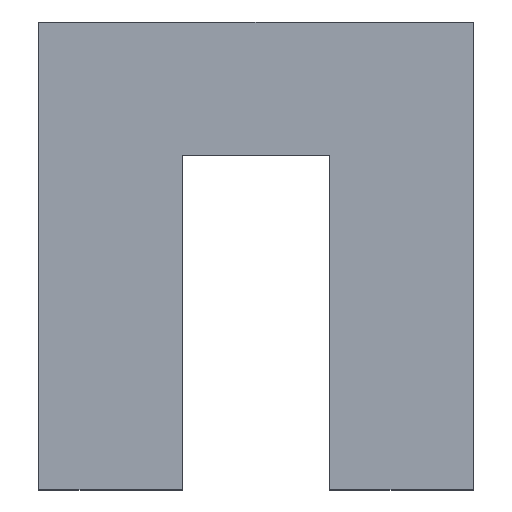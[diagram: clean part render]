
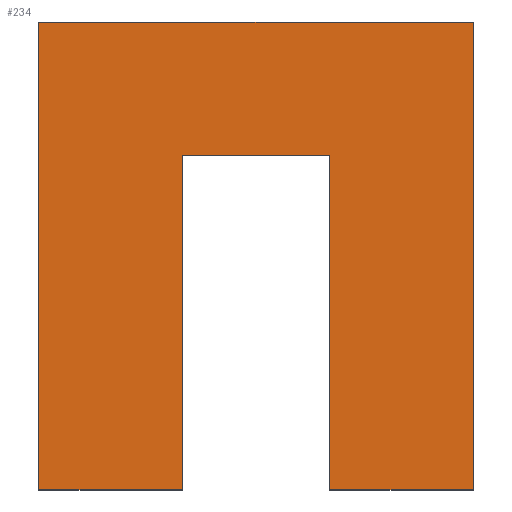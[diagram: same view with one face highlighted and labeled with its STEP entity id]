
A CAD part, top view. The second image highlights one B-rep face of the part: STEP entity #234.
In plain terms, the highlighted planar face has unit normal (0, 0, 1).
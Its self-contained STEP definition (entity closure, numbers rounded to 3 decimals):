
#6 = CARTESIAN_POINT ( 'NONE',  ( 0., 0., 3. ) ) ;
#9 = EDGE_CURVE ( 'NONE', #47, #105, #55, .T. ) ;
#22 = CARTESIAN_POINT ( 'NONE',  ( 325., 350., 3. ) ) ;
#23 = DIRECTION ( 'NONE',  ( 1., 0., 0. ) ) ;
#27 = LINE ( 'NONE', #45, #53 ) ;
#28 = DIRECTION ( 'NONE',  ( 0., 1., 0. ) ) ;
#36 = EDGE_LOOP ( 'NONE', ( #148, #173, #98, #174, #192, #285, #240, #163 ) ) ;
#39 = CARTESIAN_POINT ( 'NONE',  ( 325., 350., 3. ) ) ;
#45 = CARTESIAN_POINT ( 'NONE',  ( -325., -350., 3. ) ) ;
#47 = VERTEX_POINT ( 'NONE', #248 ) ;
#50 = EDGE_CURVE ( 'NONE', #72, #308, #257, .T. ) ;
#53 = VECTOR ( 'NONE', #286, 1000. ) ;
#55 = LINE ( 'NONE', #39, #334 ) ;
#58 = DIRECTION ( 'NONE',  ( 1., 0., 0. ) ) ;
#66 = EDGE_CURVE ( 'NONE', #141, #47, #272, .T. ) ;
#68 = VERTEX_POINT ( 'NONE', #205 ) ;
#72 = VERTEX_POINT ( 'NONE', #230 ) ;
#77 = DIRECTION ( 'NONE',  ( -1., 0., 0. ) ) ;
#86 = CARTESIAN_POINT ( 'NONE',  ( -325., 350., 3. ) ) ;
#90 = VECTOR ( 'NONE', #28, 1000. ) ;
#92 = FACE_OUTER_BOUND ( 'NONE', #36, .T. ) ;
#98 = ORIENTED_EDGE ( 'NONE', *, *, #9, .T. ) ;
#104 = CARTESIAN_POINT ( 'NONE',  ( -109.624, 150., 3. ) ) ;
#105 = VERTEX_POINT ( 'NONE', #22 ) ;
#111 = DIRECTION ( 'NONE',  ( 0., 0., 1. ) ) ;
#113 = DIRECTION ( 'NONE',  ( -1., 0., 0. ) ) ;
#116 = CARTESIAN_POINT ( 'NONE',  ( -325., 350., 3. ) ) ;
#117 = VERTEX_POINT ( 'NONE', #180 ) ;
#119 = LINE ( 'NONE', #86, #246 ) ;
#122 = DIRECTION ( 'NONE',  ( 0., -1., 0. ) ) ;
#123 = LINE ( 'NONE', #104, #279 ) ;
#127 = EDGE_CURVE ( 'NONE', #117, #72, #123, .T. ) ;
#141 = VERTEX_POINT ( 'NONE', #149 ) ;
#148 = ORIENTED_EDGE ( 'NONE', *, *, #319, .F. ) ;
#149 = CARTESIAN_POINT ( 'NONE',  ( 110.376, -350., 3. ) ) ;
#163 = ORIENTED_EDGE ( 'NONE', *, *, #127, .F. ) ;
#173 = ORIENTED_EDGE ( 'NONE', *, *, #66, .T. ) ;
#174 = ORIENTED_EDGE ( 'NONE', *, *, #326, .T. ) ;
#180 = CARTESIAN_POINT ( 'NONE',  ( 110.376, 150., 3. ) ) ;
#192 = ORIENTED_EDGE ( 'NONE', *, *, #218, .T. ) ;
#196 = LINE ( 'NONE', #215, #297 ) ;
#197 = VECTOR ( 'NONE', #122, 1000. ) ;
#198 = DIRECTION ( 'NONE',  ( 0., 1., 0. ) ) ;
#203 = CARTESIAN_POINT ( 'NONE',  ( -109.624, -350., 3. ) ) ;
#205 = CARTESIAN_POINT ( 'NONE',  ( -325., -350., 3. ) ) ;
#212 = LINE ( 'NONE', #312, #90 ) ;
#213 = PLANE ( 'NONE',  #265 ) ;
#215 = CARTESIAN_POINT ( 'NONE',  ( -325., 350., 3. ) ) ;
#218 = EDGE_CURVE ( 'NONE', #231, #68, #119, .T. ) ;
#224 = EDGE_CURVE ( 'NONE', #68, #308, #27, .T. ) ;
#230 = CARTESIAN_POINT ( 'NONE',  ( -109.624, 150., 3. ) ) ;
#231 = VERTEX_POINT ( 'NONE', #116 ) ;
#233 = CARTESIAN_POINT ( 'NONE',  ( -325., -350., 3. ) ) ;
#234 = ADVANCED_FACE ( 'NONE', ( #92 ), #213, .T. ) ;
#240 = ORIENTED_EDGE ( 'NONE', *, *, #50, .F. ) ;
#246 = VECTOR ( 'NONE', #254, 1000. ) ;
#248 = CARTESIAN_POINT ( 'NONE',  ( 325., -350., 3. ) ) ;
#254 = DIRECTION ( 'NONE',  ( 0., -1., 0. ) ) ;
#257 = LINE ( 'NONE', #203, #197 ) ;
#265 = AXIS2_PLACEMENT_3D ( 'NONE', #6, #111, #58 ) ;
#272 = LINE ( 'NONE', #233, #331 ) ;
#279 = VECTOR ( 'NONE', #77, 1000. ) ;
#285 = ORIENTED_EDGE ( 'NONE', *, *, #224, .T. ) ;
#286 = DIRECTION ( 'NONE',  ( 1., 0., 0. ) ) ;
#297 = VECTOR ( 'NONE', #113, 1000. ) ;
#308 = VERTEX_POINT ( 'NONE', #315 ) ;
#312 = CARTESIAN_POINT ( 'NONE',  ( 110.376, 150., 3. ) ) ;
#315 = CARTESIAN_POINT ( 'NONE',  ( -109.624, -350., 3. ) ) ;
#319 = EDGE_CURVE ( 'NONE', #141, #117, #212, .T. ) ;
#326 = EDGE_CURVE ( 'NONE', #105, #231, #196, .T. ) ;
#331 = VECTOR ( 'NONE', #23, 1000. ) ;
#334 = VECTOR ( 'NONE', #198, 1000. ) ;
